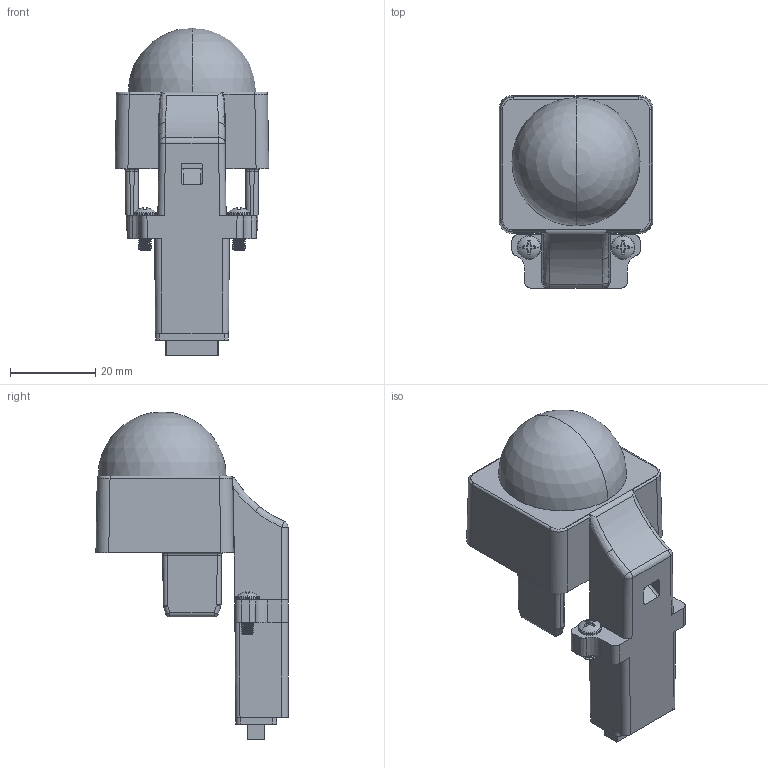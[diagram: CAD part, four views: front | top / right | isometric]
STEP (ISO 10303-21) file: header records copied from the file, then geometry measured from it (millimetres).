
FILE_DESCRIPTION((''),'2;1');
FILE_NAME('189855_ASM','2015-10-30T',('pdmadmin'),(''),'PRO/ENGINEER BY PARAMETRIC TECHNOLOGY CORPORATION, 2013230','PRO/ENGINEER BY PARAMETRIC TECHNOLOGY CORPORATION, 2013230','');
FILE_SCHEMA(('CONFIG_CONTROL_DESIGN'));
Length unit declared in the file: millimetre
Products named in the file (11): 183723; 177680; SP11863; SP11847; 177680_ASM; 174423; 177741_ASM; 133593; 185123; 174122; 189855_ASM
Assembly tree (24 placements, depth 4):
  189855_ASM
    183723
    177741_ASM
      177680_ASM
        177680
        SP11863  x3
        SP11847  x12
      174423
    133593
    185123
    174122  x2
Bounding box: 36 x 45 x 76.8 mm (x, y, z)
Volume: 24010.5 mm3; surface area: 18476.9 mm2
Topology: 22 solids, 22 shells, 1352 faces, 3280 edges, 2008 vertices
Faces by surface type: plane 790, cylinder 246, bspline 175, sphere 63, torus 40, cone 38
Entity records: 46757 total; most frequent: CARTESIAN_POINT 19080, ORIENTED_EDGE 5970, DIRECTION 5220, EDGE_CURVE 2985, VECTOR 1936, LINE 1936, VERTEX_POINT 1821, AXIS2_PLACEMENT_3D 1642
